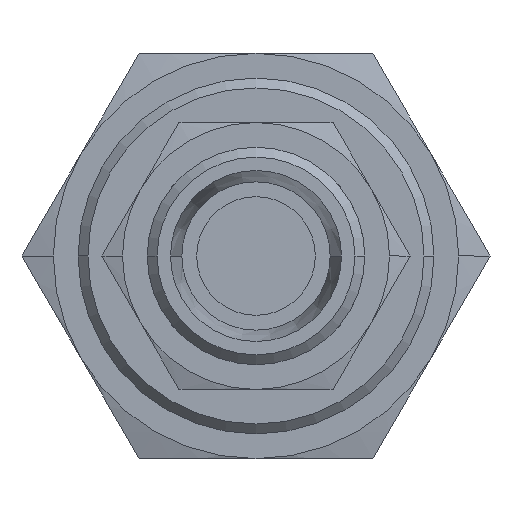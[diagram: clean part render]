
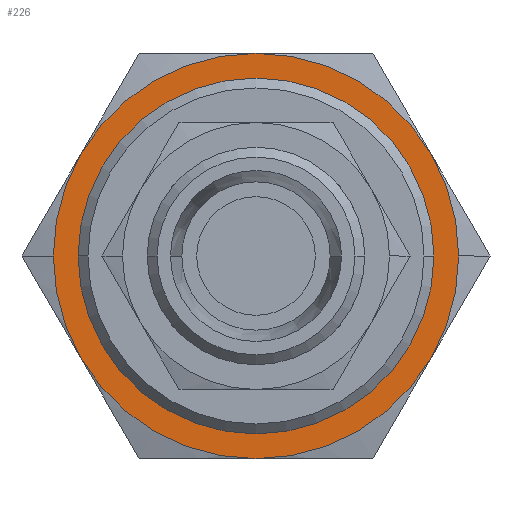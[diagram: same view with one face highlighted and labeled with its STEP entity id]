
A CAD part, left-side view. The second image highlights one B-rep face of the part: STEP entity #226.
In plain terms, the highlighted planar face has unit normal (-1, 0, 0).
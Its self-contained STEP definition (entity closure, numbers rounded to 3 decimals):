
#226 = ADVANCED_FACE( '', ( #466, #467 ), #468, .T. );
#466 = FACE_BOUND( '', #745, .T. );
#467 = FACE_OUTER_BOUND( '', #746, .T. );
#468 = PLANE( '', #747 );
#745 = EDGE_LOOP( '', ( #1567, #1568 ) );
#746 = EDGE_LOOP( '', ( #1569, #1570, #1571, #1572, #1573, #1574, #1575, #1576 ) );
#747 = AXIS2_PLACEMENT_3D( '', #1577, #1578, #1579 );
#1567 = ORIENTED_EDGE( '', *, *, #1920, .F. );
#1568 = ORIENTED_EDGE( '', *, *, #2021, .F. );
#1569 = ORIENTED_EDGE( '', *, *, #2019, .T. );
#1570 = ORIENTED_EDGE( '', *, *, #1923, .T. );
#1571 = ORIENTED_EDGE( '', *, *, #2014, .T. );
#1572 = ORIENTED_EDGE( '', *, *, #2015, .T. );
#1573 = ORIENTED_EDGE( '', *, *, #1925, .T. );
#1574 = ORIENTED_EDGE( '', *, *, #2016, .T. );
#1575 = ORIENTED_EDGE( '', *, *, #2017, .T. );
#1576 = ORIENTED_EDGE( '', *, *, #2018, .T. );
#1577 = CARTESIAN_POINT( '', ( 7., 19.25, 0. ) );
#1578 = DIRECTION( '', ( -1., 0., 0. ) );
#1579 = DIRECTION( '', ( 0., 1., 0. ) );
#1920 = EDGE_CURVE( '', #2334, #2332, #2336, .T. );
#1923 = EDGE_CURVE( '', #2338, #2340, #2342, .T. );
#1925 = EDGE_CURVE( '', #2346, #2343, #2347, .T. );
#2014 = EDGE_CURVE( '', #2340, #2445, #2488, .T. );
#2015 = EDGE_CURVE( '', #2445, #2346, #2489, .T. );
#2016 = EDGE_CURVE( '', #2343, #2476, #2490, .T. );
#2017 = EDGE_CURVE( '', #2476, #2468, #2491, .T. );
#2018 = EDGE_CURVE( '', #2468, #2455, #2492, .T. );
#2019 = EDGE_CURVE( '', #2455, #2338, #2493, .T. );
#2021 = EDGE_CURVE( '', #2332, #2334, #2495, .T. );
#2332 = VERTEX_POINT( '', #3061 );
#2334 = VERTEX_POINT( '', #3064 );
#2336 = CIRCLE( '', #3067, 18. );
#2338 = VERTEX_POINT( '', #3069 );
#2340 = VERTEX_POINT( '', #3072 );
#2342 = CIRCLE( '', #3083, 20.5 );
#2343 = VERTEX_POINT( '', #3084 );
#2346 = VERTEX_POINT( '', #3088 );
#2347 = CIRCLE( '', #3089, 20.5 );
#2445 = VERTEX_POINT( '', #3286 );
#2455 = VERTEX_POINT( '', #3334 );
#2468 = VERTEX_POINT( '', #3411 );
#2476 = VERTEX_POINT( '', #3456 );
#2488 = CIRCLE( '', #3505, 20.5 );
#2489 = CIRCLE( '', #3506, 20.5 );
#2490 = CIRCLE( '', #3507, 20.5 );
#2491 = CIRCLE( '', #3508, 20.5 );
#2492 = CIRCLE( '', #3509, 20.5 );
#2493 = CIRCLE( '', #3510, 20.5 );
#2495 = CIRCLE( '', #3512, 18. );
#3061 = CARTESIAN_POINT( '', ( 7., -18., 0. ) );
#3064 = CARTESIAN_POINT( '', ( 7., 18., 0. ) );
#3067 = AXIS2_PLACEMENT_3D( '', #3821, #3822, #3823 );
#3069 = CARTESIAN_POINT( '', ( 7., 20.5, 0. ) );
#3072 = CARTESIAN_POINT( '', ( 7., 17.754, -10.25 ) );
#3083 = AXIS2_PLACEMENT_3D( '', #3825, #3826, #3827 );
#3084 = CARTESIAN_POINT( '', ( 7., -20.5, 0. ) );
#3088 = CARTESIAN_POINT( '', ( 7., -17.754, -10.25 ) );
#3089 = AXIS2_PLACEMENT_3D( '', #3829, #3830, #3831 );
#3286 = CARTESIAN_POINT( '', ( 7., 0., -20.5 ) );
#3334 = CARTESIAN_POINT( '', ( 7., 17.754, 10.25 ) );
#3411 = CARTESIAN_POINT( '', ( 7., 0., 20.5 ) );
#3456 = CARTESIAN_POINT( '', ( 7., -17.754, 10.25 ) );
#3505 = AXIS2_PLACEMENT_3D( '', #3951, #3952, #3953 );
#3506 = AXIS2_PLACEMENT_3D( '', #3954, #3955, #3956 );
#3507 = AXIS2_PLACEMENT_3D( '', #3957, #3958, #3959 );
#3508 = AXIS2_PLACEMENT_3D( '', #3960, #3961, #3962 );
#3509 = AXIS2_PLACEMENT_3D( '', #3963, #3964, #3965 );
#3510 = AXIS2_PLACEMENT_3D( '', #3966, #3967, #3968 );
#3512 = AXIS2_PLACEMENT_3D( '', #3972, #3973, #3974 );
#3821 = CARTESIAN_POINT( '', ( 7., 0., 0. ) );
#3822 = DIRECTION( '', ( -1., 0., 0. ) );
#3823 = DIRECTION( '', ( 0., -1., 0. ) );
#3825 = CARTESIAN_POINT( '', ( 7., 0., 0. ) );
#3826 = DIRECTION( '', ( -1., 0., 0. ) );
#3827 = DIRECTION( '', ( 0., 1., 0. ) );
#3829 = CARTESIAN_POINT( '', ( 7., 0., 0. ) );
#3830 = DIRECTION( '', ( -1., 0., 0. ) );
#3831 = DIRECTION( '', ( 0., 1., 0. ) );
#3951 = CARTESIAN_POINT( '', ( 7., 0., 0. ) );
#3952 = DIRECTION( '', ( -1., 0., 0. ) );
#3953 = DIRECTION( '', ( 0., 1., 0. ) );
#3954 = CARTESIAN_POINT( '', ( 7., 0., 0. ) );
#3955 = DIRECTION( '', ( -1., 0., 0. ) );
#3956 = DIRECTION( '', ( 0., 1., 0. ) );
#3957 = CARTESIAN_POINT( '', ( 7., 0., 0. ) );
#3958 = DIRECTION( '', ( -1., 0., 0. ) );
#3959 = DIRECTION( '', ( 0., 1., 0. ) );
#3960 = CARTESIAN_POINT( '', ( 7., 0., 0. ) );
#3961 = DIRECTION( '', ( -1., 0., 0. ) );
#3962 = DIRECTION( '', ( 0., 1., 0. ) );
#3963 = CARTESIAN_POINT( '', ( 7., 0., 0. ) );
#3964 = DIRECTION( '', ( -1., 0., 0. ) );
#3965 = DIRECTION( '', ( 0., 1., 0. ) );
#3966 = CARTESIAN_POINT( '', ( 7., 0., 0. ) );
#3967 = DIRECTION( '', ( -1., 0., 0. ) );
#3968 = DIRECTION( '', ( 0., 1., 0. ) );
#3972 = CARTESIAN_POINT( '', ( 7., 0., 0. ) );
#3973 = DIRECTION( '', ( -1., 0., 0. ) );
#3974 = DIRECTION( '', ( 0., -1., 0. ) );
